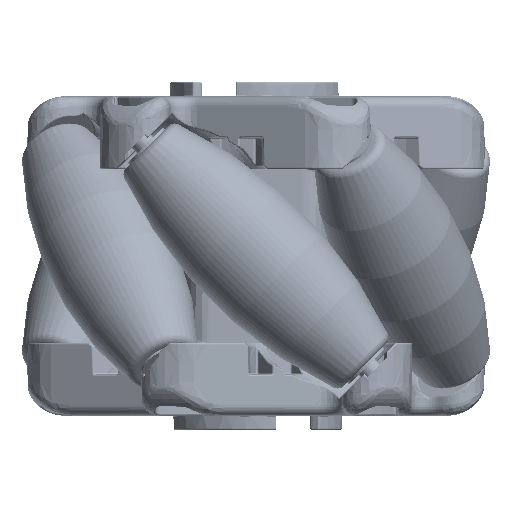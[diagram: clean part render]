
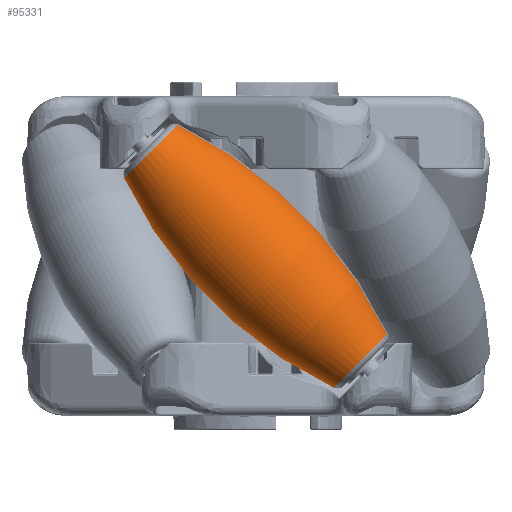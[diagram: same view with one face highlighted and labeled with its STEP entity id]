
A CAD part, front view. The second image highlights one B-rep face of the part: STEP entity #95331.
In plain terms, the highlighted toroidal (fillet/blend) face has major radius 41.467 mm and minor radius 48.442 mm.
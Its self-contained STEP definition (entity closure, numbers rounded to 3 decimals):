
#2973 = VERTEX_POINT ( 'NONE', #35675 ) ;
#4810 = EDGE_CURVE ( 'NONE', #122162, #118352, #39558, .T. ) ;
#8020 = DIRECTION ( 'NONE',  ( -1., 0., 0. ) ) ;
#10380 = CIRCLE ( 'NONE', #81126, 48.442 ) ;
#13395 = ORIENTED_EDGE ( 'NONE', *, *, #4810, .T. ) ;
#21018 = DIRECTION ( 'NONE',  ( 1., 0., 0. ) ) ;
#22665 = ORIENTED_EDGE ( 'NONE', *, *, #98365, .T. ) ;
#25864 = CARTESIAN_POINT ( 'NONE',  ( 0., 0., 16.184 ) ) ;
#33517 = AXIS2_PLACEMENT_3D ( 'NONE', #84548, #76271, #123170 ) ;
#35675 = CARTESIAN_POINT ( 'NONE',  ( -4.192, 0., -16.184 ) ) ;
#36018 = DIRECTION ( 'NONE',  ( 0., 0., -1. ) ) ;
#36887 = EDGE_LOOP ( 'NONE', ( #22665, #74336, #13395, #96560 ) ) ;
#39558 = CIRCLE ( 'NONE', #71787, 4.192 ) ;
#39811 = AXIS2_PLACEMENT_3D ( 'NONE', #45899, #75657, #21018 ) ;
#40358 = CARTESIAN_POINT ( 'NONE',  ( 4.192, 0., 16.184 ) ) ;
#43605 = TOROIDAL_SURFACE ( 'NONE', #33517, -41.467, 48.442 ) ;
#45899 = CARTESIAN_POINT ( 'NONE',  ( 0., 0., -16.184 ) ) ;
#46781 = CIRCLE ( 'NONE', #70985, 48.442 ) ;
#47181 = CARTESIAN_POINT ( 'NONE',  ( 41.467, 0., 0. ) ) ;
#53705 = DIRECTION ( 'NONE',  ( -1., 0., 0. ) ) ;
#55383 = FACE_OUTER_BOUND ( 'NONE', #36887, .T. ) ;
#57156 = DIRECTION ( 'NONE',  ( 0., 0., -1. ) ) ;
#68570 = EDGE_CURVE ( 'NONE', #2973, #122162, #10380, .T. ) ;
#70985 = AXIS2_PLACEMENT_3D ( 'NONE', #76170, #93960, #57156 ) ;
#71787 = AXIS2_PLACEMENT_3D ( 'NONE', #25864, #36018, #53705 ) ;
#73918 = CARTESIAN_POINT ( 'NONE',  ( 4.192, 0., -16.184 ) ) ;
#74336 = ORIENTED_EDGE ( 'NONE', *, *, #68570, .T. ) ;
#75657 = DIRECTION ( 'NONE',  ( 0., 0., 1. ) ) ;
#76170 = CARTESIAN_POINT ( 'NONE',  ( -41.467, 0., 0. ) ) ;
#76271 = DIRECTION ( 'NONE',  ( 0., 0., 1. ) ) ;
#81126 = AXIS2_PLACEMENT_3D ( 'NONE', #47181, #95359, #8020 ) ;
#84548 = CARTESIAN_POINT ( 'NONE',  ( 0., 0., 0. ) ) ;
#91905 = CARTESIAN_POINT ( 'NONE',  ( -4.192, 0., 16.184 ) ) ;
#93960 = DIRECTION ( 'NONE',  ( 0., -1., 0. ) ) ;
#95331 = ADVANCED_FACE ( 'NONE', ( #55383 ), #43605, .T. ) ;
#95359 = DIRECTION ( 'NONE',  ( 0., 1., 0. ) ) ;
#96560 = ORIENTED_EDGE ( 'NONE', *, *, #118500, .F. ) ;
#98365 = EDGE_CURVE ( 'NONE', #121317, #2973, #118640, .T. ) ;
#118352 = VERTEX_POINT ( 'NONE', #40358 ) ;
#118500 = EDGE_CURVE ( 'NONE', #121317, #118352, #46781, .T. ) ;
#118640 = CIRCLE ( 'NONE', #39811, 4.192 ) ;
#121317 = VERTEX_POINT ( 'NONE', #73918 ) ;
#122162 = VERTEX_POINT ( 'NONE', #91905 ) ;
#123170 = DIRECTION ( 'NONE',  ( 1., 0., 0. ) ) ;
